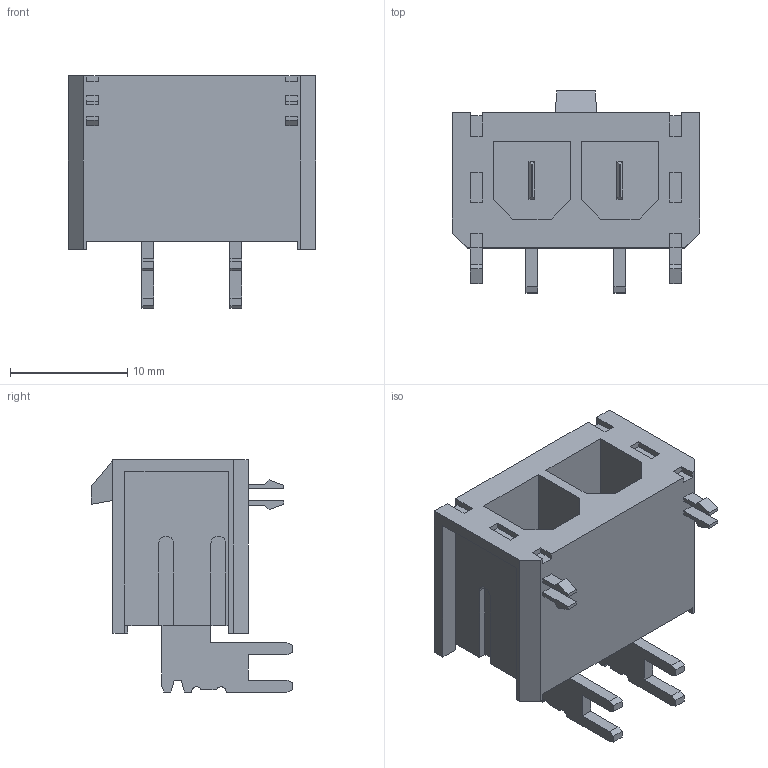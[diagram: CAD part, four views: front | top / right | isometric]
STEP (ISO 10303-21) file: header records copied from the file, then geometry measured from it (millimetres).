
FILE_DESCRIPTION((''),'2;1');
FILE_NAME('431603102','2015-07-31T',('me'),(''),'PRO/ENGINEER BY PARAMETRIC TECHNOLOGY CORPORATION, 2011490','PRO/ENGINEER BY PARAMETRIC TECHNOLOGY CORPORATION, 2011490','');
FILE_SCHEMA(('CONFIG_CONTROL_DESIGN'));
Length unit declared in the file: inch
Products named in the file (1): 431603102
Bounding box: 21.08 x 17.2 x 19.79 mm (x, y, z)
Volume: 2004.5 mm3; surface area: 2591.6 mm2
Topology: 1 solids, 1 shells, 199 faces, 547 edges, 362 vertices
Faces by surface type: plane 191, cylinder 8
Entity records: 6224 total; most frequent: CARTESIAN_POINT 1097, ORIENTED_EDGE 1070, DIRECTION 975, EDGE_CURVE 535, VECTOR 519, LINE 519, VERTEX_POINT 350, AXIS2_PLACEMENT_3D 228
